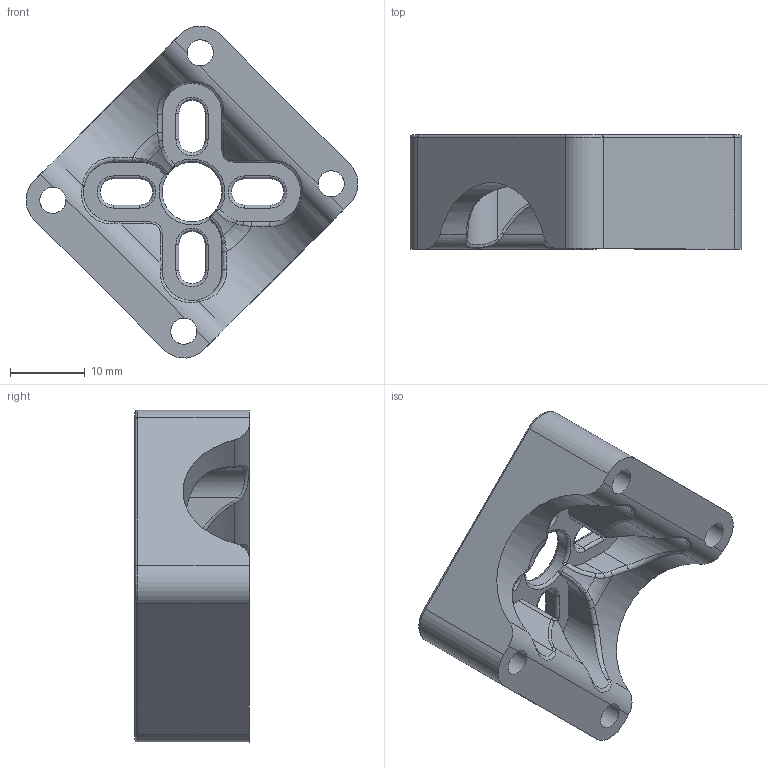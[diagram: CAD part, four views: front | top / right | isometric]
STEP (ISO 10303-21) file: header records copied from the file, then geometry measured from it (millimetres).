
FILE_DESCRIPTION(/* description */ (''),/* implementation_level */ '2;1');
FILE_NAME(/* name */ 'Motor Plate.step',/* time_stamp */ '2021-06-11T21:35:54+02:00',/* author */ (''),/* organization */ (''),/* preprocessor_version */ 'ST-DEVELOPER v18.1',/* originating_system */ 'Autodesk Translation Framework v10.9.0.1377',/* authorisation */ '');
FILE_SCHEMA (('AUTOMOTIVE_DESIGN { 1 0 10303 214 3 1 1 }'));
Length unit declared in the file: millimetre
Products named in the file (1): Motor Plate
Bounding box: 44.31 x 15.25 x 44.31 mm (x, y, z)
Volume: 9107.6 mm3; surface area: 5290.7 mm2
Topology: 1 solids, 1 shells, 145 faces, 372 edges, 224 vertices
Faces by surface type: cylinder 53, bspline 44, plane 25, torus 23
Full cylindrical faces by diameter (mm): 3.5 x4, 8 x1
Entity records: 5788 total; most frequent: CARTESIAN_POINT 2355, ORIENTED_EDGE 744, DIRECTION 677, EDGE_CURVE 372, AXIS2_PLACEMENT_3D 283, VERTEX_POINT 224, EDGE_LOOP 158, CIRCLE 157
